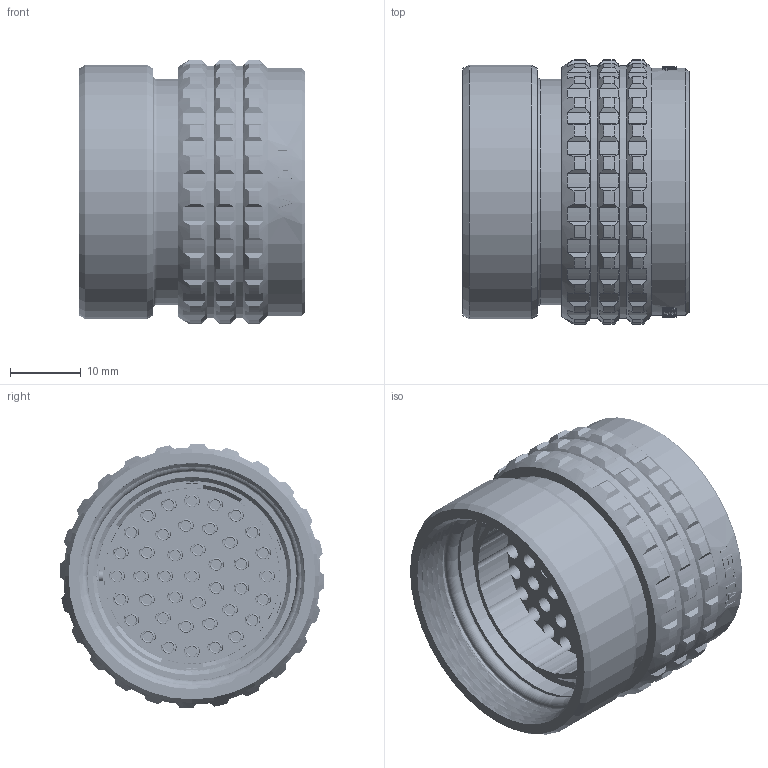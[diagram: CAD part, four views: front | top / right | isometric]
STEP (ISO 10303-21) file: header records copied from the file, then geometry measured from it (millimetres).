
FILE_DESCRIPTION((''),'2;1');
FILE_NAME('1332M541FS','2024-08-02T11:59:05',('paultorloting'),('NET AG system integration'),'CREO PARAMETRIC BY PTC INC, 2021404','CREO PARAMETRIC BY PTC INC, 2021404','');
FILE_SCHEMA(('AUTOMOTIVE_DESIGN { 1 0 10303 214 1 1 1 1 }'));
Length unit declared in the file: millimetre
Products named in the file (1): 1332M541FS
Bounding box: 32 x 37.5 x 37.5 mm (x, y, z)
Volume: 19751.4 mm3; surface area: 23061.2 mm2
Topology: 1 solids, 43 shells, 5002 faces, 13498 edges, 8698 vertices
Faces by surface type: plane 2621, cylinder 1444, torus 301, cone 294, bspline 168, extrusion 164, sphere 10
Entity records: 216380 total; most frequent: CARTESIAN_POINT 57377, ORIENTED_EDGE 26832, DIRECTION 24771, EDGE_CURVE 13416, VERTEX_POINT 8698, AXIS2_PLACEMENT_3D 8676, VECTOR 7416, LINE 7252
